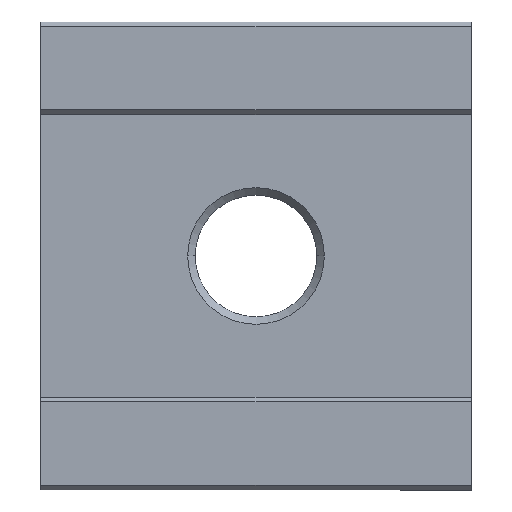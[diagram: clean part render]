
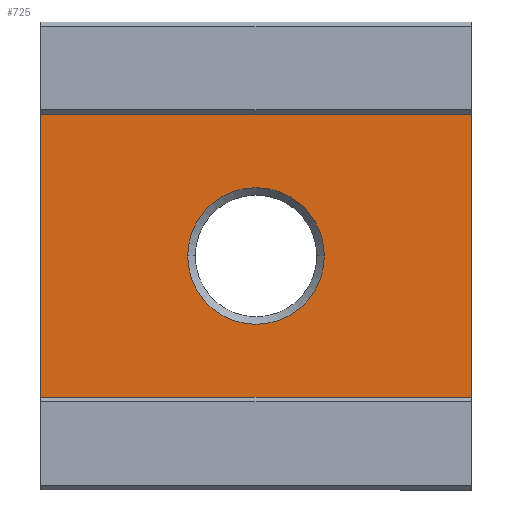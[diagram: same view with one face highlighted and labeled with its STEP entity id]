
A CAD part, top view. The second image highlights one B-rep face of the part: STEP entity #725.
In plain terms, the highlighted planar face has unit normal (0, 0, 1).
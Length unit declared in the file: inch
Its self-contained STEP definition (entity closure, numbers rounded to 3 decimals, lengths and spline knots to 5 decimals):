
#38 = VECTOR ( 'NONE', #424, 39.37008 ) ;
#111 = CARTESIAN_POINT ( 'NONE',  ( -5.48228, -0.59449, 0.19685 ) ) ;
#167 = DIRECTION ( 'NONE',  ( 0., 1., 0. ) ) ;
#168 = CARTESIAN_POINT ( 'NONE',  ( -3.67126, 0.59449, 0.19685 ) ) ;
#174 = AXIS2_PLACEMENT_3D ( 'NONE', #366, #692, #1035 ) ;
#175 = CARTESIAN_POINT ( 'NONE',  ( -4.28937, 0., 0.19685 ) ) ;
#177 = EDGE_CURVE ( 'NONE', #1023, #491, #941, .T. ) ;
#178 = LINE ( 'NONE', #913, #38 ) ;
#182 = EDGE_CURVE ( 'NONE', #441, #510, #705, .T. ) ;
#194 = CARTESIAN_POINT ( 'NONE',  ( -5.48228, 0.59449, 0.19685 ) ) ;
#209 = AXIS2_PLACEMENT_3D ( 'NONE', #474, #406, #467 ) ;
#237 = PLANE ( 'NONE',  #209 ) ;
#271 = EDGE_LOOP ( 'NONE', ( #619, #779 ) ) ;
#286 = DIRECTION ( 'NONE',  ( 1., 0., 0. ) ) ;
#295 = VECTOR ( 'NONE', #630, 39.37008 ) ;
#349 = CARTESIAN_POINT ( 'NONE',  ( -5.48228, -0.59449, 0.19685 ) ) ;
#366 = CARTESIAN_POINT ( 'NONE',  ( -4.57677, 0., 0.19685 ) ) ;
#381 = CARTESIAN_POINT ( 'NONE',  ( -5.48228, 0.59449, 0.19685 ) ) ;
#405 = VECTOR ( 'NONE', #167, 39.37008 ) ;
#406 = DIRECTION ( 'NONE',  ( 0., 0., -1. ) ) ;
#424 = DIRECTION ( 'NONE',  ( 0., -1., 0. ) ) ;
#427 = LINE ( 'NONE', #349, #405 ) ;
#437 = VERTEX_POINT ( 'NONE', #175 ) ;
#441 = VERTEX_POINT ( 'NONE', #509 ) ;
#455 = ORIENTED_EDGE ( 'NONE', *, *, #182, .F. ) ;
#466 = VECTOR ( 'NONE', #286, 39.37008 ) ;
#467 = DIRECTION ( 'NONE',  ( -1., 0., 0. ) ) ;
#474 = CARTESIAN_POINT ( 'NONE',  ( -5.48228, -0.59449, 0.19685 ) ) ;
#491 = VERTEX_POINT ( 'NONE', #168 ) ;
#509 = CARTESIAN_POINT ( 'NONE',  ( -3.67126, -0.59449, 0.19685 ) ) ;
#510 = VERTEX_POINT ( 'NONE', #111 ) ;
#577 = AXIS2_PLACEMENT_3D ( 'NONE', #1047, #791, #796 ) ;
#595 = CIRCLE ( 'NONE', #174, 0.2874 ) ;
#619 = ORIENTED_EDGE ( 'NONE', *, *, #1027, .F. ) ;
#630 = DIRECTION ( 'NONE',  ( -1., 0., 0. ) ) ;
#634 = ORIENTED_EDGE ( 'NONE', *, *, #177, .F. ) ;
#667 = CARTESIAN_POINT ( 'NONE',  ( -4.86417, 0., 0.19685 ) ) ;
#692 = DIRECTION ( 'NONE',  ( 0., 0., 1. ) ) ;
#705 = LINE ( 'NONE', #1037, #295 ) ;
#722 = ORIENTED_EDGE ( 'NONE', *, *, #867, .F. ) ;
#725 = ADVANCED_FACE ( 'NONE', ( #1065, #885 ), #237, .F. ) ;
#754 = EDGE_CURVE ( 'NONE', #973, #437, #1039, .T. ) ;
#779 = ORIENTED_EDGE ( 'NONE', *, *, #754, .F. ) ;
#791 = DIRECTION ( 'NONE',  ( 0., 0., 1. ) ) ;
#796 = DIRECTION ( 'NONE',  ( 1., 0., 0. ) ) ;
#829 = ORIENTED_EDGE ( 'NONE', *, *, #937, .F. ) ;
#867 = EDGE_CURVE ( 'NONE', #491, #441, #178, .T. ) ;
#885 = FACE_BOUND ( 'NONE', #271, .T. ) ;
#887 = EDGE_LOOP ( 'NONE', ( #634, #829, #455, #722 ) ) ;
#913 = CARTESIAN_POINT ( 'NONE',  ( -3.67126, -0.59449, 0.19685 ) ) ;
#937 = EDGE_CURVE ( 'NONE', #510, #1023, #427, .T. ) ;
#941 = LINE ( 'NONE', #381, #466 ) ;
#973 = VERTEX_POINT ( 'NONE', #667 ) ;
#1023 = VERTEX_POINT ( 'NONE', #194 ) ;
#1027 = EDGE_CURVE ( 'NONE', #437, #973, #595, .T. ) ;
#1035 = DIRECTION ( 'NONE',  ( 1., 0., 0. ) ) ;
#1037 = CARTESIAN_POINT ( 'NONE',  ( -5.48228, -0.59449, 0.19685 ) ) ;
#1039 = CIRCLE ( 'NONE', #577, 0.2874 ) ;
#1047 = CARTESIAN_POINT ( 'NONE',  ( -4.57677, 0., 0.19685 ) ) ;
#1065 = FACE_OUTER_BOUND ( 'NONE', #887, .T. ) ;
